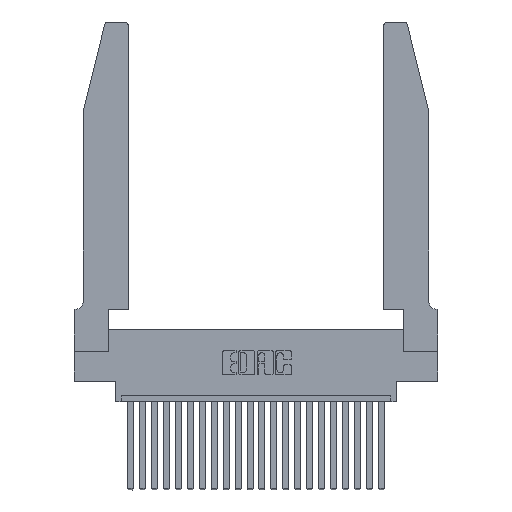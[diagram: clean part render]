
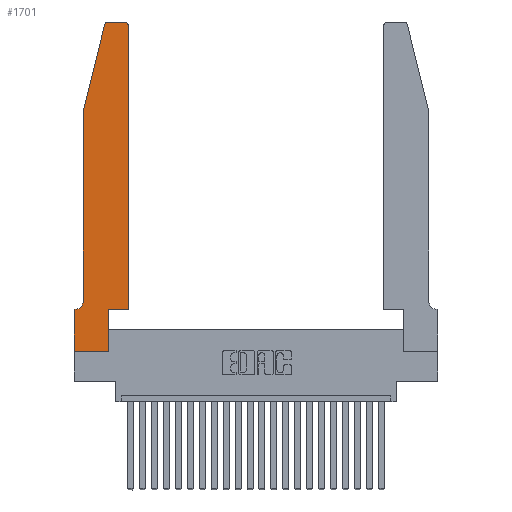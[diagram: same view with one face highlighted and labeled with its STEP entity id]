
A CAD part, top view. The second image highlights one B-rep face of the part: STEP entity #1701.
In plain terms, the highlighted planar face has unit normal (0, 0, 1).
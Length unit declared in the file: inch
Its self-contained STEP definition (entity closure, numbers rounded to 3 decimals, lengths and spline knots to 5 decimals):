
#96 = AXIS2_PLACEMENT_3D ( 'NONE', #17545, #15682, #9782 ) ;
#247 = CARTESIAN_POINT ( 'NONE',  ( 0.0755, 2., 0.37 ) ) ;
#373 = DIRECTION ( 'NONE',  ( 0., 0., 1. ) ) ;
#482 = VECTOR ( 'NONE', #6240, 39.37008 ) ;
#606 = CARTESIAN_POINT ( 'NONE',  ( 0.0755, 2., 0.37 ) ) ;
#942 = CIRCLE ( 'NONE', #96, 0.07 ) ;
#1203 = ORIENTED_EDGE ( 'NONE', *, *, #8181, .T. ) ;
#1256 = CARTESIAN_POINT ( 'NONE',  ( 0., 0., 0.37 ) ) ;
#1481 = EDGE_CURVE ( 'NONE', #23763, #5980, #20455, .T. ) ;
#1506 = DIRECTION ( 'NONE',  ( 0., 0., 1. ) ) ;
#1582 = PLANE ( 'NONE',  #6998 ) ;
#1701 = ADVANCED_FACE ( 'NONE', ( #15789 ), #1582, .T. ) ;
#1989 = CIRCLE ( 'NONE', #10559, 0.03 ) ;
#2166 = CARTESIAN_POINT ( 'NONE',  ( 0.4205, 2.72, 0.37 ) ) ;
#2304 = CARTESIAN_POINT ( 'NONE',  ( 0.2865, 0.35, 0.37 ) ) ;
#3221 = LINE ( 'NONE', #17511, #15984 ) ;
#3641 = EDGE_CURVE ( 'NONE', #4339, #7762, #3221, .T. ) ;
#3771 = EDGE_CURVE ( 'NONE', #21750, #16395, #942, .T. ) ;
#4299 = ORIENTED_EDGE ( 'NONE', *, *, #9368, .T. ) ;
#4339 = VERTEX_POINT ( 'NONE', #16925 ) ;
#4545 = EDGE_CURVE ( 'NONE', #11845, #21750, #10366, .T. ) ;
#5951 = VECTOR ( 'NONE', #23386, 39.37008 ) ;
#5980 = VERTEX_POINT ( 'NONE', #23816 ) ;
#6146 = ORIENTED_EDGE ( 'NONE', *, *, #15177, .T. ) ;
#6157 = CARTESIAN_POINT ( 'NONE',  ( 0.4505, 2.72, 0.37 ) ) ;
#6240 = DIRECTION ( 'NONE',  ( 1., 0., 0. ) ) ;
#6272 = CARTESIAN_POINT ( 'NONE',  ( 0.4205, 2.75, 0.37 ) ) ;
#6275 = LINE ( 'NONE', #6690, #5951 ) ;
#6557 = EDGE_CURVE ( 'NONE', #22281, #20638, #1989, .T. ) ;
#6690 = CARTESIAN_POINT ( 'NONE',  ( 0.0755, 0.35, 0.37 ) ) ;
#6998 = AXIS2_PLACEMENT_3D ( 'NONE', #23743, #1506, #21751 ) ;
#7096 = ORIENTED_EDGE ( 'NONE', *, *, #7737, .T. ) ;
#7294 = ORIENTED_EDGE ( 'NONE', *, *, #3641, .T. ) ;
#7312 = EDGE_LOOP ( 'NONE', ( #17345, #10407, #4299, #11392, #15382, #7096, #1203, #7294, #8372, #13920, #6146, #12913 ) ) ;
#7520 = DIRECTION ( 'NONE',  ( -1., 0., 0. ) ) ;
#7737 = EDGE_CURVE ( 'NONE', #16395, #14550, #6275, .T. ) ;
#7762 = VERTEX_POINT ( 'NONE', #10211 ) ;
#7774 = CARTESIAN_POINT ( 'NONE',  ( 0.4505, 0.35, 0.37 ) ) ;
#8181 = EDGE_CURVE ( 'NONE', #14550, #4339, #19893, .T. ) ;
#8372 = ORIENTED_EDGE ( 'NONE', *, *, #19360, .T. ) ;
#8405 = EDGE_CURVE ( 'NONE', #20723, #22307, #18998, .T. ) ;
#8819 = CARTESIAN_POINT ( 'NONE',  ( 0.2865, 0.35, 0.37 ) ) ;
#9007 = AXIS2_PLACEMENT_3D ( 'NONE', #11007, #373, #11588 ) ;
#9190 = CARTESIAN_POINT ( 'NONE',  ( 0.2605, 2.75, 0.37 ) ) ;
#9235 = CARTESIAN_POINT ( 'NONE',  ( 0., 0.35, 0.37 ) ) ;
#9368 = EDGE_CURVE ( 'NONE', #22307, #11845, #11657, .T. ) ;
#9782 = DIRECTION ( 'NONE',  ( -1., 0., 0. ) ) ;
#9992 = DIRECTION ( 'NONE',  ( 0., 1., 0. ) ) ;
#10047 = VECTOR ( 'NONE', #7520, 39.37008 ) ;
#10211 = CARTESIAN_POINT ( 'NONE',  ( 0.2865, 0., 0.37 ) ) ;
#10366 = LINE ( 'NONE', #247, #17954 ) ;
#10407 = ORIENTED_EDGE ( 'NONE', *, *, #8405, .T. ) ;
#10559 = AXIS2_PLACEMENT_3D ( 'NONE', #2166, #20415, #15081 ) ;
#11007 = CARTESIAN_POINT ( 'NONE',  ( 0.284, 2.72, 0.37 ) ) ;
#11131 = LINE ( 'NONE', #13654, #20795 ) ;
#11180 = LINE ( 'NONE', #9190, #10047 ) ;
#11392 = ORIENTED_EDGE ( 'NONE', *, *, #4545, .T. ) ;
#11588 = DIRECTION ( 'NONE',  ( 1., 0., 0. ) ) ;
#11657 = LINE ( 'NONE', #17835, #17508 ) ;
#11845 = VERTEX_POINT ( 'NONE', #606 ) ;
#12913 = ORIENTED_EDGE ( 'NONE', *, *, #6557, .T. ) ;
#13576 = CARTESIAN_POINT ( 'NONE',  ( 0.25487, 2.72718, 0.37 ) ) ;
#13648 = DIRECTION ( 'NONE',  ( 1., 0., 0. ) ) ;
#13654 = CARTESIAN_POINT ( 'NONE',  ( 0.4505, 0.35, 0.37 ) ) ;
#13737 = EDGE_CURVE ( 'NONE', #20638, #20723, #11180, .T. ) ;
#13920 = ORIENTED_EDGE ( 'NONE', *, *, #1481, .T. ) ;
#14550 = VERTEX_POINT ( 'NONE', #9235 ) ;
#15081 = DIRECTION ( 'NONE',  ( 1., 0., 0. ) ) ;
#15177 = EDGE_CURVE ( 'NONE', #5980, #22281, #11131, .T. ) ;
#15339 = VECTOR ( 'NONE', #22490, 39.37008 ) ;
#15382 = ORIENTED_EDGE ( 'NONE', *, *, #3771, .T. ) ;
#15682 = DIRECTION ( 'NONE',  ( 0., 0., -1. ) ) ;
#15789 = FACE_OUTER_BOUND ( 'NONE', #7312, .T. ) ;
#15984 = VECTOR ( 'NONE', #13648, 39.37008 ) ;
#16395 = VERTEX_POINT ( 'NONE', #17195 ) ;
#16925 = CARTESIAN_POINT ( 'NONE',  ( 0., 0., 0.37 ) ) ;
#17045 = DIRECTION ( 'NONE',  ( 0., -1., 0. ) ) ;
#17195 = CARTESIAN_POINT ( 'NONE',  ( 0.0055, 0.35, 0.37 ) ) ;
#17345 = ORIENTED_EDGE ( 'NONE', *, *, #13737, .T. ) ;
#17508 = VECTOR ( 'NONE', #19701, 39.37008 ) ;
#17511 = CARTESIAN_POINT ( 'NONE',  ( 0., 0., 0.37 ) ) ;
#17545 = CARTESIAN_POINT ( 'NONE',  ( 0.0055, 0.42, 0.37 ) ) ;
#17835 = CARTESIAN_POINT ( 'NONE',  ( 0.0755, 2., 0.37 ) ) ;
#17954 = VECTOR ( 'NONE', #17045, 39.37008 ) ;
#18998 = CIRCLE ( 'NONE', #9007, 0.03 ) ;
#19360 = EDGE_CURVE ( 'NONE', #7762, #23763, #21490, .T. ) ;
#19512 = DIRECTION ( 'NONE',  ( 0., -1., 0. ) ) ;
#19701 = DIRECTION ( 'NONE',  ( -0.239, -0.971, 0. ) ) ;
#19893 = LINE ( 'NONE', #1256, #21660 ) ;
#20415 = DIRECTION ( 'NONE',  ( 0., 0., 1. ) ) ;
#20455 = LINE ( 'NONE', #7774, #482 ) ;
#20638 = VERTEX_POINT ( 'NONE', #6272 ) ;
#20723 = VERTEX_POINT ( 'NONE', #23695 ) ;
#20795 = VECTOR ( 'NONE', #9992, 39.37008 ) ;
#20938 = CARTESIAN_POINT ( 'NONE',  ( 0.0755, 0.42, 0.37 ) ) ;
#21490 = LINE ( 'NONE', #2304, #15339 ) ;
#21660 = VECTOR ( 'NONE', #19512, 39.37008 ) ;
#21750 = VERTEX_POINT ( 'NONE', #20938 ) ;
#21751 = DIRECTION ( 'NONE',  ( 1., 0., 0. ) ) ;
#22281 = VERTEX_POINT ( 'NONE', #6157 ) ;
#22307 = VERTEX_POINT ( 'NONE', #13576 ) ;
#22490 = DIRECTION ( 'NONE',  ( 0., 1., 0. ) ) ;
#23386 = DIRECTION ( 'NONE',  ( -1., 0., 0. ) ) ;
#23695 = CARTESIAN_POINT ( 'NONE',  ( 0.284, 2.75, 0.37 ) ) ;
#23743 = CARTESIAN_POINT ( 'NONE',  ( 0., 0.35, 0.37 ) ) ;
#23763 = VERTEX_POINT ( 'NONE', #8819 ) ;
#23816 = CARTESIAN_POINT ( 'NONE',  ( 0.4505, 0.35, 0.37 ) ) ;
